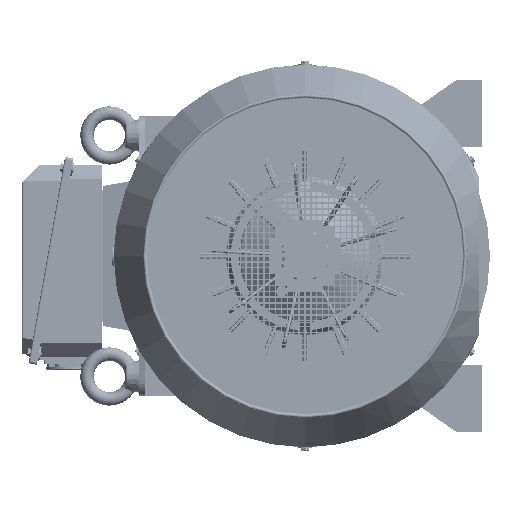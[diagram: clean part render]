
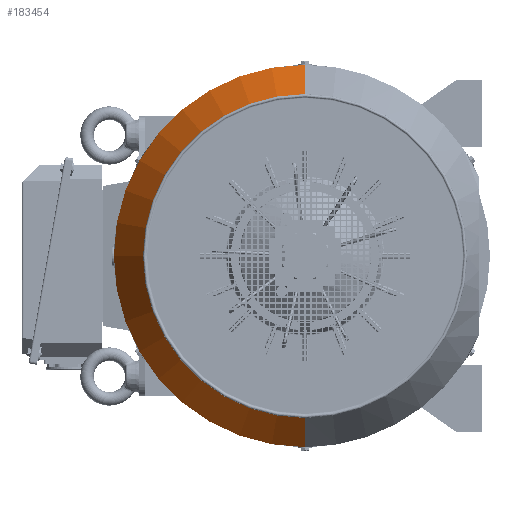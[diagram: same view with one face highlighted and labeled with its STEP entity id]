
A CAD part, left-side view. The second image highlights one B-rep face of the part: STEP entity #183454.
In plain terms, the highlighted conical face has half-angle 30 degrees and reference radius 289 mm.
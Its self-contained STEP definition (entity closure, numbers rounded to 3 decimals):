
#119276 = DIRECTION ( 'NONE',  ( -0.5, 0., -0.866 ) ) ;
#119278 = VECTOR ( 'NONE', #119276, 1000. ) ;
#119279 = CARTESIAN_POINT ( 'NONE',  ( -289., 0., 312. ) ) ;
#119292 = LINE ( 'NONE', #119279, #119278 ) ;
#121062 = DIRECTION ( 'NONE',  ( 0., 0., -1. ) ) ;
#121067 = CARTESIAN_POINT ( 'NONE',  ( 0., 0., 221.933 ) ) ;
#121068 = AXIS2_PLACEMENT_3D ( 'NONE', #121067, #121062, #121747 ) ;
#121634 = CIRCLE ( 'NONE', #121068, 341. ) ;
#121744 = CARTESIAN_POINT ( 'NONE',  ( -341., 0., 221.933 ) ) ;
#121747 = DIRECTION ( 'NONE',  ( -1., 0., 0. ) ) ;
#121901 = CARTESIAN_POINT ( 'NONE',  ( -289., 0., 312. ) ) ;
#121902 = DIRECTION ( 'NONE',  ( -1., 0., 0. ) ) ;
#121904 = DIRECTION ( 'NONE',  ( 0., 0., -1. ) ) ;
#121906 = CARTESIAN_POINT ( 'NONE',  ( 0., 0., 312. ) ) ;
#121908 = AXIS2_PLACEMENT_3D ( 'NONE', #121906, #121904, #121902 ) ;
#121910 = CIRCLE ( 'NONE', #121908, 289. ) ;
#122165 = DIRECTION ( 'NONE',  ( -1., 0., 0. ) ) ;
#122166 = DIRECTION ( 'NONE',  ( 0., 0., -1. ) ) ;
#122167 = AXIS2_PLACEMENT_3D ( 'NONE', #122186, #122166, #122165 ) ;
#122174 = CONICAL_SURFACE ( 'NONE', #122167, 289., 0.524 ) ;
#122175 = FACE_OUTER_BOUND ( 'NONE', #183461, .T. ) ;
#122186 = CARTESIAN_POINT ( 'NONE',  ( 0., 0., 312. ) ) ;
#122396 = CARTESIAN_POINT ( 'NONE',  ( 341., 0., 221.933 ) ) ;
#122398 = DIRECTION ( 'NONE',  ( 0.5, 0., -0.866 ) ) ;
#122400 = VECTOR ( 'NONE', #122398, 1000. ) ;
#122402 = CARTESIAN_POINT ( 'NONE',  ( 289., 0., 312. ) ) ;
#122403 = LINE ( 'NONE', #122402, #122400 ) ;
#122771 = CARTESIAN_POINT ( 'NONE',  ( 289., 0., 312. ) ) ;
#182795 = EDGE_CURVE ( 'NONE', #183406, #183325, #119292, .T. ) ;
#182986 = ORIENTED_EDGE ( 'NONE', *, *, #182795, .F. ) ;
#183313 = ORIENTED_EDGE ( 'NONE', *, *, #183324, .F. ) ;
#183324 = EDGE_CURVE ( 'NONE', #183325, #183505, #121634, .T. ) ;
#183325 = VERTEX_POINT ( 'NONE', #121744 ) ;
#183402 = EDGE_CURVE ( 'NONE', #183406, #183600, #121910, .T. ) ;
#183406 = VERTEX_POINT ( 'NONE', #121901 ) ;
#183454 = ADVANCED_FACE ( 'NONE', ( #122175 ), #122174, .T. ) ;
#183461 = EDGE_LOOP ( 'NONE', ( #183477, #183491, #183313, #182986 ) ) ;
#183477 = ORIENTED_EDGE ( 'NONE', *, *, #183402, .T. ) ;
#183491 = ORIENTED_EDGE ( 'NONE', *, *, #183503, .T. ) ;
#183503 = EDGE_CURVE ( 'NONE', #183600, #183505, #122403, .T. ) ;
#183505 = VERTEX_POINT ( 'NONE', #122396 ) ;
#183600 = VERTEX_POINT ( 'NONE', #122771 ) ;
